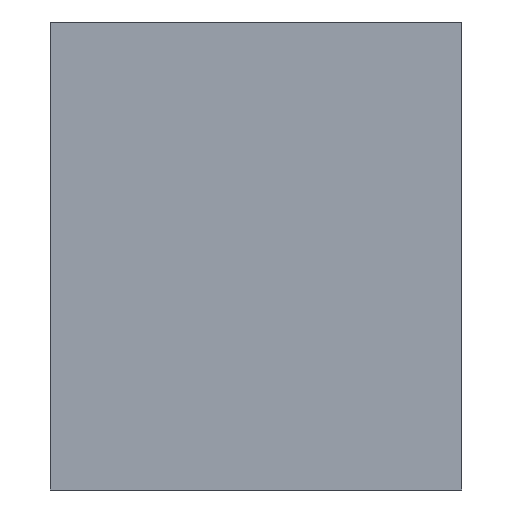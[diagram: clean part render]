
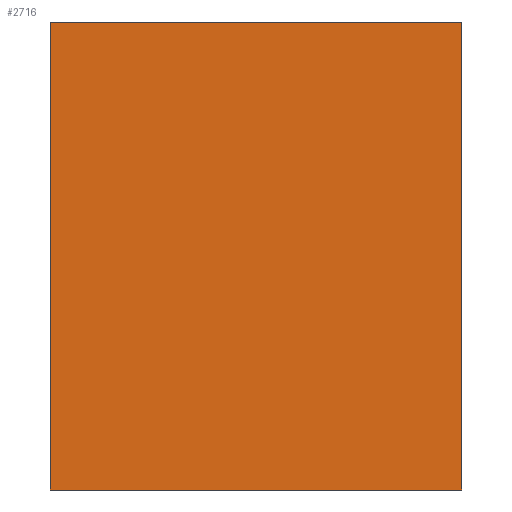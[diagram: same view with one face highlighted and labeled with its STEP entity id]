
A CAD part, left-side view. The second image highlights one B-rep face of the part: STEP entity #2716.
In plain terms, the highlighted planar face has unit normal (-1, 0, 0).
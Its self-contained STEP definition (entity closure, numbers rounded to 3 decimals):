
#28 = VERTEX_POINT ( 'NONE', #6125 ) ;
#291 = VERTEX_POINT ( 'NONE', #3325 ) ;
#717 = CARTESIAN_POINT ( 'NONE',  ( -100., -200., 455. ) ) ;
#893 = FACE_OUTER_BOUND ( 'NONE', #5796, .T. ) ;
#905 = LINE ( 'NONE', #1519, #3795 ) ;
#1109 = CARTESIAN_POINT ( 'NONE',  ( -100., -200., 0. ) ) ;
#1334 = DIRECTION ( 'NONE',  ( 0., 0., -1. ) ) ;
#1428 = ORIENTED_EDGE ( 'NONE', *, *, #3599, .T. ) ;
#1519 = CARTESIAN_POINT ( 'NONE',  ( -100., 200., 455. ) ) ;
#1717 = EDGE_CURVE ( 'NONE', #6253, #5940, #5687, .T. ) ;
#1761 = ORIENTED_EDGE ( 'NONE', *, *, #1717, .F. ) ;
#1795 = CARTESIAN_POINT ( 'NONE',  ( -100., 200., 0. ) ) ;
#1953 = CARTESIAN_POINT ( 'NONE',  ( -100., 200., 455. ) ) ;
#1969 = VECTOR ( 'NONE', #1334, 1000. ) ;
#1980 = EDGE_CURVE ( 'NONE', #291, #6253, #3510, .T. ) ;
#2111 = EDGE_CURVE ( 'NONE', #28, #5940, #4227, .T. ) ;
#2317 = DIRECTION ( 'NONE',  ( 0., -1., 0. ) ) ;
#2398 = AXIS2_PLACEMENT_3D ( 'NONE', #1953, #3894, #2855 ) ;
#2716 = ADVANCED_FACE ( 'NONE', ( #893 ), #6290, .F. ) ;
#2855 = DIRECTION ( 'NONE',  ( 0., 1., 0. ) ) ;
#2893 = DIRECTION ( 'NONE',  ( 0., 0., -1. ) ) ;
#3325 = CARTESIAN_POINT ( 'NONE',  ( -100., 200., 455. ) ) ;
#3433 = ORIENTED_EDGE ( 'NONE', *, *, #2111, .T. ) ;
#3510 = LINE ( 'NONE', #3898, #5397 ) ;
#3599 = EDGE_CURVE ( 'NONE', #291, #28, #905, .T. ) ;
#3795 = VECTOR ( 'NONE', #2893, 1000. ) ;
#3894 = DIRECTION ( 'NONE',  ( 1., 0., 0. ) ) ;
#3898 = CARTESIAN_POINT ( 'NONE',  ( -100., 200., 455. ) ) ;
#4227 = LINE ( 'NONE', #1795, #5192 ) ;
#4666 = CARTESIAN_POINT ( 'NONE',  ( -100., -200., 455. ) ) ;
#4945 = DIRECTION ( 'NONE',  ( 0., -1., 0. ) ) ;
#5192 = VECTOR ( 'NONE', #2317, 1000. ) ;
#5397 = VECTOR ( 'NONE', #4945, 1000. ) ;
#5687 = LINE ( 'NONE', #4666, #1969 ) ;
#5792 = ORIENTED_EDGE ( 'NONE', *, *, #1980, .F. ) ;
#5796 = EDGE_LOOP ( 'NONE', ( #3433, #1761, #5792, #1428 ) ) ;
#5940 = VERTEX_POINT ( 'NONE', #1109 ) ;
#6125 = CARTESIAN_POINT ( 'NONE',  ( -100., 200., 0. ) ) ;
#6253 = VERTEX_POINT ( 'NONE', #717 ) ;
#6290 = PLANE ( 'NONE',  #2398 ) ;
